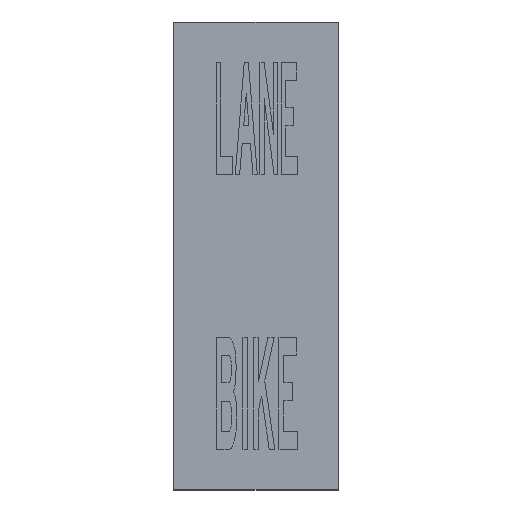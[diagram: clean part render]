
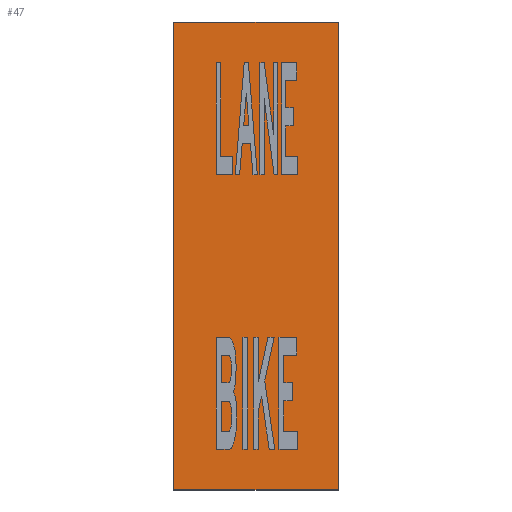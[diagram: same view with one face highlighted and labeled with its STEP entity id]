
A CAD part, top view. The second image highlights one B-rep face of the part: STEP entity #47.
In plain terms, the highlighted planar face has unit normal (0, 0, 1).
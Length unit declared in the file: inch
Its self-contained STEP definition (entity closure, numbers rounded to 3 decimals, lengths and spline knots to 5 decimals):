
#47=ADVANCED_FACE('',(#152),#1586,.T.);
#152=FACE_OUTER_BOUND('',#257,.T.);
#257=EDGE_LOOP('',(#380,#381,#382,#383));
#380=ORIENTED_EDGE('',*,*,#896,.F.);
#381=ORIENTED_EDGE('',*,*,#893,.F.);
#382=ORIENTED_EDGE('',*,*,#890,.F.);
#383=ORIENTED_EDGE('',*,*,#886,.F.);
#886=EDGE_CURVE('',#1408,#1409,#1147,.T.);
#890=EDGE_CURVE('',#1409,#1412,#1151,.T.);
#893=EDGE_CURVE('',#1412,#1414,#1154,.T.);
#896=EDGE_CURVE('',#1414,#1408,#1157,.T.);
#1147=B_SPLINE_CURVE_WITH_KNOTS('',1,(#1987,#1988),.UNSPECIFIED.,.F.,.F.,
(2,2),(-5.4,-4.05),.UNSPECIFIED.);
#1151=B_SPLINE_CURVE_WITH_KNOTS('',1,(#1995,#1996),.UNSPECIFIED.,.F.,.F.,
(2,2),(-4.05,-2.7),.UNSPECIFIED.);
#1154=B_SPLINE_CURVE_WITH_KNOTS('',1,(#2001,#2002),.UNSPECIFIED.,.F.,.F.,
(2,2),(-2.7,-1.35),.UNSPECIFIED.);
#1157=B_SPLINE_CURVE_WITH_KNOTS('',1,(#2007,#2008),.UNSPECIFIED.,.F.,.F.,
(2,2),(-1.35,0.),.UNSPECIFIED.);
#1408=VERTEX_POINT('',#1979);
#1409=VERTEX_POINT('',#1980);
#1412=VERTEX_POINT('',#1983);
#1414=VERTEX_POINT('',#1985);
#1586=PLANE('',#1775);
#1775=AXIS2_PLACEMENT_3D('',#1977,#1876,$);
#1876=DIRECTION('',(0.,0.,1.));
#1977=CARTESIAN_POINT('',(8.9696,-3.06911,0.));
#1979=CARTESIAN_POINT('',(7.6196,-3.06911,0.));
#1980=CARTESIAN_POINT('',(7.6196,0.76343,0.));
#1983=CARTESIAN_POINT('',(8.9696,0.76343,0.));
#1985=CARTESIAN_POINT('',(8.9696,-3.06911,0.));
#1987=CARTESIAN_POINT('',(7.6196,-3.06911,0.));
#1988=CARTESIAN_POINT('',(7.6196,0.76343,0.));
#1995=CARTESIAN_POINT('',(7.6196,0.76343,0.));
#1996=CARTESIAN_POINT('',(8.9696,0.76343,0.));
#2001=CARTESIAN_POINT('',(8.9696,0.76343,0.));
#2002=CARTESIAN_POINT('',(8.9696,-3.06911,0.));
#2007=CARTESIAN_POINT('',(8.9696,-3.06911,0.));
#2008=CARTESIAN_POINT('',(7.6196,-3.06911,0.));
